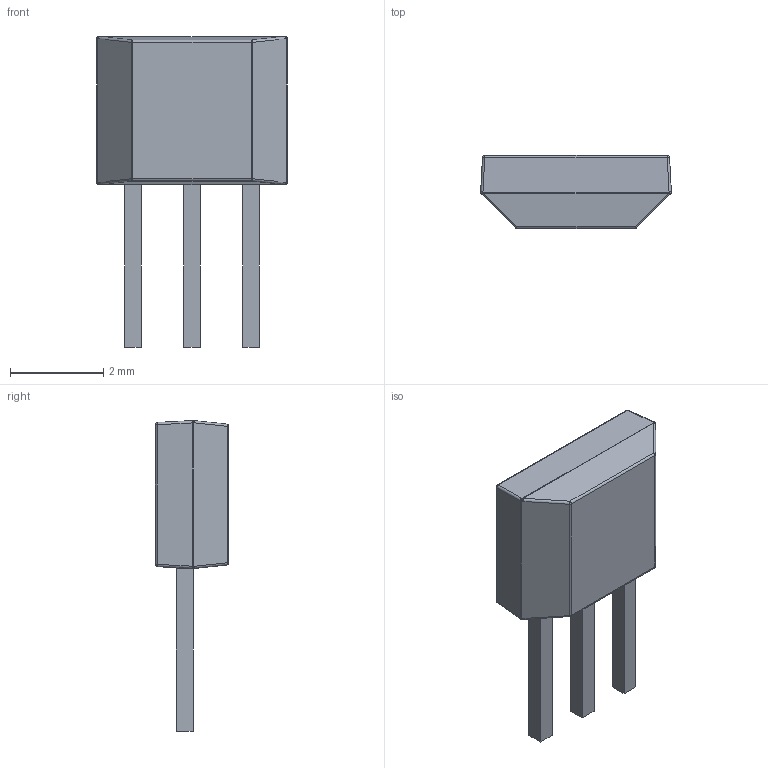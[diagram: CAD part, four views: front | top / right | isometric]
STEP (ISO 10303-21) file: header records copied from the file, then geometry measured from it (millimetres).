
FILE_DESCRIPTION (( 'STEP AP214' ), '1' );
FILE_NAME ('TO-92S_L4.1-W1.6-H3.2-P1.27.step', '2022-08-01T13:18:52', ( '' ), ( '' ), 'SwSTEP 2.0', 'SolidWorks 2020', '' );
FILE_SCHEMA (( 'AUTOMOTIVE_DESIGN' ));
Length unit declared in the file: millimetre
Products named in the file (1): TO-92S_L4.1-W1.6-H3.2-P1.27
Bounding box: 4.1 x 1.57 x 6.68 mm (x, y, z)
Volume: 19.5 mm3; surface area: 59 mm2
Topology: 4 solids, 4 shells, 292 faces, 763 edges, 486 vertices
Faces by surface type: plane 154, bspline 98, cylinder 24, sphere 16
Entity records: 12520 total; most frequent: CARTESIAN_POINT 2828, ORIENTED_EDGE 1494, DIRECTION 985, EDGE_CURVE 747, LINE 499, VECTOR 499, VERTEX_POINT 482, EDGE_LOOP 311
